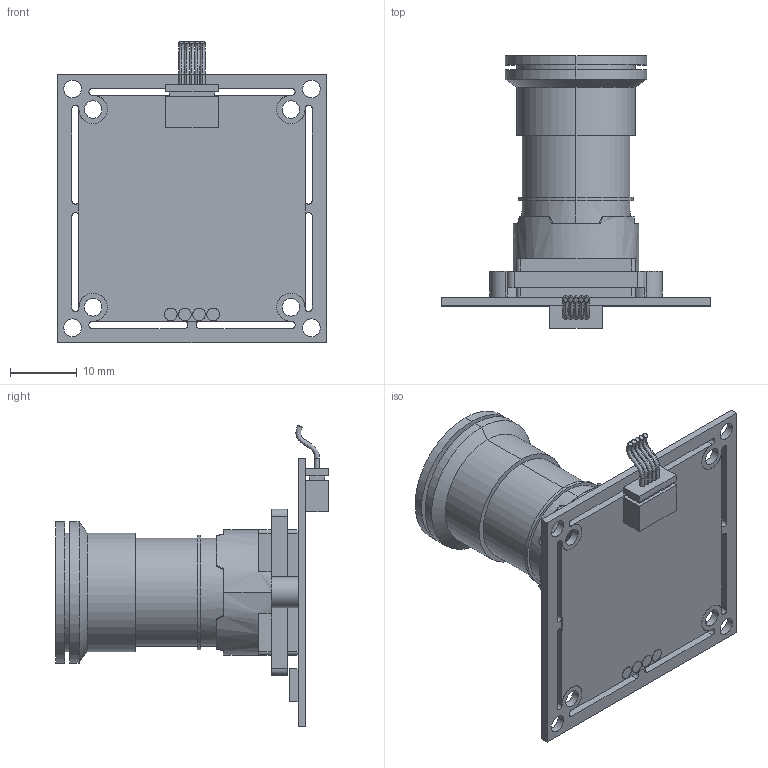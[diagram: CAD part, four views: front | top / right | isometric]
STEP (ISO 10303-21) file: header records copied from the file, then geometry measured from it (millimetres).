
FILE_DESCRIPTION(('FreeCAD Model'),'2;1');
FILE_NAME('Open CASCADE Shape Model','2025-04-29T16:42:04',('FreeCAD'),( 'FreeCAD'),'Open CASCADE STEP processor 7.6','FreeCAD','Unknown');
FILE_SCHEMA(('AUTOMOTIVE_DESIGN { 1 0 10303 214 1 1 1 1 }'));
Length unit declared in the file: millimetre
Products named in the file (1): Open CASCADE STEP translator 7.6 1
Bounding box: 40.15 x 40.77 x 45.06 mm (x, y, z)
Volume: 11399.1 mm3; surface area: 8077 mm2
Topology: 4 solids, 5 shells, 297 faces, 774 edges, 491 vertices
Faces by surface type: bspline 297
Entity records: 11687 total; most frequent: CARTESIAN_POINT 7261, ORIENTED_EDGE 1544, EDGE_CURVE 772, VERTEX_POINT 491, B_SPLINE_CURVE_WITH_KNOTS 484, FACE_BOUND 339, EDGE_LOOP 339, ADVANCED_FACE 297
